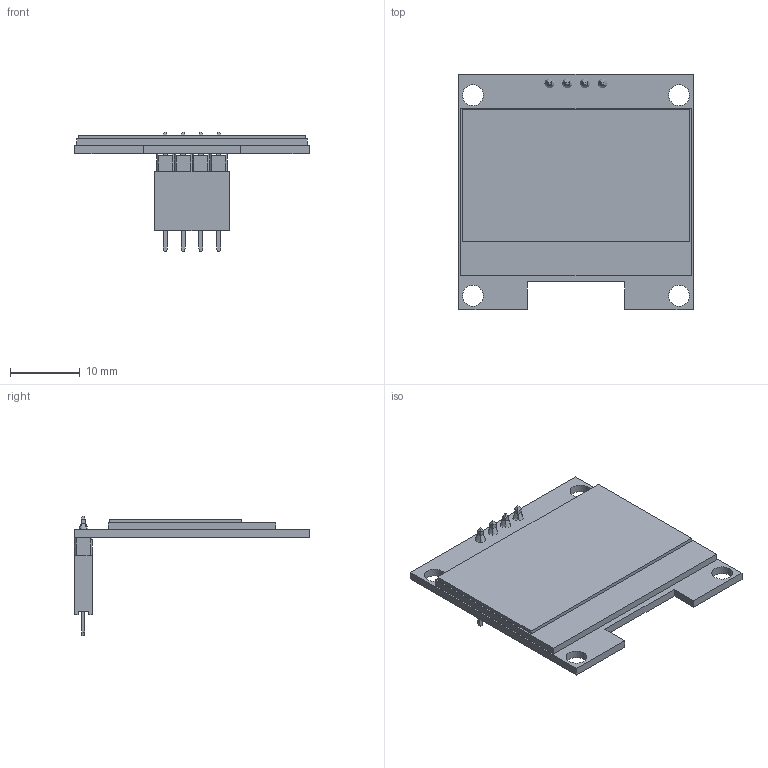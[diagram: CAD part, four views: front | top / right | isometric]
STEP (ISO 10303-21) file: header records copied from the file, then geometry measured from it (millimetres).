
FILE_DESCRIPTION(/* description */ (''),/* implementation_level */ '2;1');
FILE_NAME(/* name */ 'OLED I2C 1.3 Inch Display v16.step',/* time_stamp */ '2019-05-06T15:53:12+03:00',/* author */ ('mzsonmez2'),/* organization */ (''),/* preprocessor_version */ 'ST-DEVELOPER v18',/* originating_system */ 'Autodesk Translation Framework v8.2.0.1029',/* authorisation */ '');
FILE_SCHEMA (('AUTOMOTIVE_DESIGN { 1 0 10303 214 3 1 1 }'));
Length unit declared in the file: millimetre
Products named in the file (4): OLED I2C 1.3 Inch Display; PIN HEADER MALE 2.54MM P4; PIN HEADER FAMALE 2.54MM P4; 4 lü Lehim v2
Assembly tree (3 placements, depth 2):
  OLED I2C 1.3 Inch Display
    PIN HEADER MALE 2.54MM P4
    PIN HEADER FAMALE 2.54MM P4
    4 lü Lehim v2
Bounding box: 33.5 x 33.7 x 17.04 mm (x, y, z)
Volume: 2581.1 mm3; surface area: 3288.1 mm2
Topology: 7 solids, 7 shells, 318 faces, 778 edges, 492 vertices
Faces by surface type: plane 298, bspline 16, cylinder 4
Full cylindrical faces by diameter (mm): 3 x4
Entity records: 9637 total; most frequent: CARTESIAN_POINT 1899, ORIENTED_EDGE 1556, DIRECTION 1420, EDGE_CURVE 778, LINE 754, VECTOR 754, VERTEX_POINT 492, EDGE_LOOP 360
